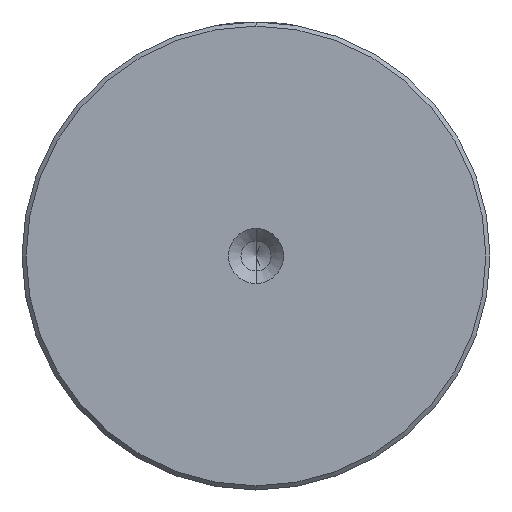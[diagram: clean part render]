
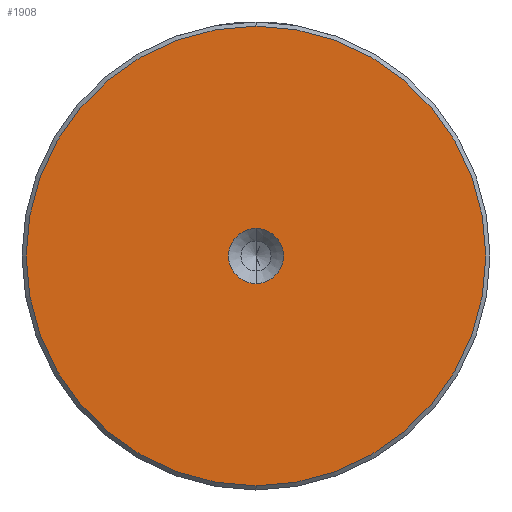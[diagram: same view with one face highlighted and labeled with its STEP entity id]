
A CAD part, left-side view. The second image highlights one B-rep face of the part: STEP entity #1908.
In plain terms, the highlighted planar face has unit normal (-1, 0, 0).
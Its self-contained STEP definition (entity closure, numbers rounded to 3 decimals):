
#41 = CIRCLE ( 'NONE', #330, 27.5 ) ;
#114 = CARTESIAN_POINT ( 'NONE',  ( 0., 0., 0. ) ) ;
#208 = FACE_OUTER_BOUND ( 'NONE', #810, .T. ) ;
#313 = DIRECTION ( 'NONE',  ( 0., 0., 1. ) ) ;
#330 = AXIS2_PLACEMENT_3D ( 'NONE', #114, #1469, #313 ) ;
#372 = DIRECTION ( 'NONE',  ( -1., 0., 0. ) ) ;
#527 = CARTESIAN_POINT ( 'NONE',  ( 0., 0., 27.5 ) ) ;
#568 = DIRECTION ( 'NONE',  ( 0., 0., 1. ) ) ;
#685 = CARTESIAN_POINT ( 'NONE',  ( 0., 0., 3.3 ) ) ;
#698 = ORIENTED_EDGE ( 'NONE', *, *, #1488, .F. ) ;
#701 = CARTESIAN_POINT ( 'NONE',  ( 0., 0., 0. ) ) ;
#759 = DIRECTION ( 'NONE',  ( 0., 0., 1. ) ) ;
#807 = CARTESIAN_POINT ( 'NONE',  ( 0., 0., -3.3 ) ) ;
#810 = EDGE_LOOP ( 'NONE', ( #1741, #1205 ) ) ;
#896 = DIRECTION ( 'NONE',  ( 0., 0., 1. ) ) ;
#901 = VERTEX_POINT ( 'NONE', #807 ) ;
#983 = EDGE_CURVE ( 'NONE', #901, #2477, #1029, .T. ) ;
#1029 = CIRCLE ( 'NONE', #1607, 3.3 ) ;
#1057 = AXIS2_PLACEMENT_3D ( 'NONE', #2464, #1720, #568 ) ;
#1144 = VERTEX_POINT ( 'NONE', #1939 ) ;
#1205 = ORIENTED_EDGE ( 'NONE', *, *, #1609, .T. ) ;
#1266 = AXIS2_PLACEMENT_3D ( 'NONE', #701, #2044, #896 ) ;
#1333 = CIRCLE ( 'NONE', #1528, 3.3 ) ;
#1345 = DIRECTION ( 'NONE',  ( -1., 0., 0. ) ) ;
#1358 = EDGE_LOOP ( 'NONE', ( #698, #1643 ) ) ;
#1469 = DIRECTION ( 'NONE',  ( -1., 0., 0. ) ) ;
#1488 = EDGE_CURVE ( 'NONE', #2477, #901, #1333, .T. ) ;
#1528 = AXIS2_PLACEMENT_3D ( 'NONE', #1529, #372, #1719 ) ;
#1529 = CARTESIAN_POINT ( 'NONE',  ( 0., 0., 0. ) ) ;
#1607 = AXIS2_PLACEMENT_3D ( 'NONE', #2301, #1345, #759 ) ;
#1609 = EDGE_CURVE ( 'NONE', #1818, #1144, #41, .T. ) ;
#1643 = ORIENTED_EDGE ( 'NONE', *, *, #983, .F. ) ;
#1719 = DIRECTION ( 'NONE',  ( 0., 0., 1. ) ) ;
#1720 = DIRECTION ( 'NONE',  ( -1., 0., 0. ) ) ;
#1741 = ORIENTED_EDGE ( 'NONE', *, *, #2211, .T. ) ;
#1796 = FACE_BOUND ( 'NONE', #1358, .T. ) ;
#1818 = VERTEX_POINT ( 'NONE', #527 ) ;
#1908 = ADVANCED_FACE ( 'NONE', ( #208, #1796 ), #2454, .T. ) ;
#1939 = CARTESIAN_POINT ( 'NONE',  ( 0., 0., -27.5 ) ) ;
#2044 = DIRECTION ( 'NONE',  ( -1., 0., 0. ) ) ;
#2110 = CIRCLE ( 'NONE', #1266, 27.5 ) ;
#2211 = EDGE_CURVE ( 'NONE', #1144, #1818, #2110, .T. ) ;
#2301 = CARTESIAN_POINT ( 'NONE',  ( 0., 0., 0. ) ) ;
#2454 = PLANE ( 'NONE',  #1057 ) ;
#2464 = CARTESIAN_POINT ( 'NONE',  ( 0., 0., 0. ) ) ;
#2477 = VERTEX_POINT ( 'NONE', #685 ) ;
